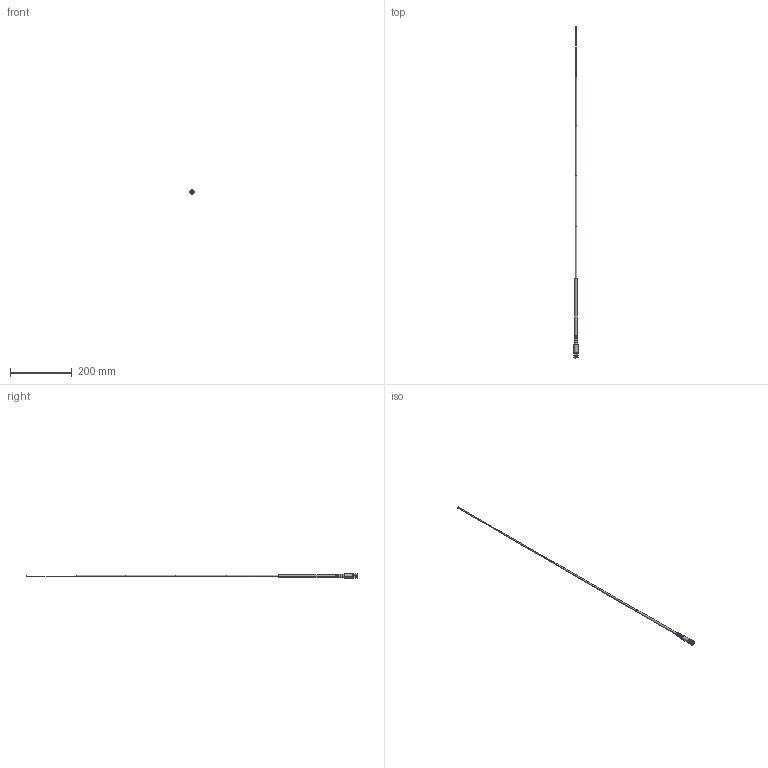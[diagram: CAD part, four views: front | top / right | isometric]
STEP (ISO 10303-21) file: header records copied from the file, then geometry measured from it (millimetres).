
FILE_DESCRIPTION (( 'STEP AP214' ), '1' );
FILE_NAME ('FMANRBD1034_3D.step', '2023-03-06T14:46:21', ( '' ), ( '' ), 'SwSTEP 2.0', 'SolidWorks 2022', '' );
FILE_SCHEMA (( 'AUTOMOTIVE_DESIGN' ));
Length unit declared in the file: inch
Products named in the file (6): FMANRBD1034_3D; BAC836A-59_crimped ferrule; LCANRBD1034; BAC836A-59-MA2; BAC836A-59-MA1_with flange; BAC836A-59-MA3_crimped ferrule
Assembly tree (5 placements, depth 3):
  FMANRBD1034_3D
    LCANRBD1034
    BAC836A-59_crimped ferrule
      BAC836A-59-MA1_with flange
      BAC836A-59-MA2
      BAC836A-59-MA3_crimped ferrule
Bounding box: 14.46 x 1071.99 x 14.45 mm (x, y, z)
Volume: 27790.2 mm3; surface area: 20253.3 mm2
Topology: 4 solids, 4 shells, 416 faces, 1125 edges, 739 vertices
Faces by surface type: plane 205, cylinder 183, cone 18, bspline 8, torus 2
Entity records: 13781 total; most frequent: CARTESIAN_POINT 2815, DIRECTION 2295, ORIENTED_EDGE 2246, EDGE_CURVE 1123, AXIS2_PLACEMENT_3D 805, VERTEX_POINT 739, VECTOR 685, LINE 685
